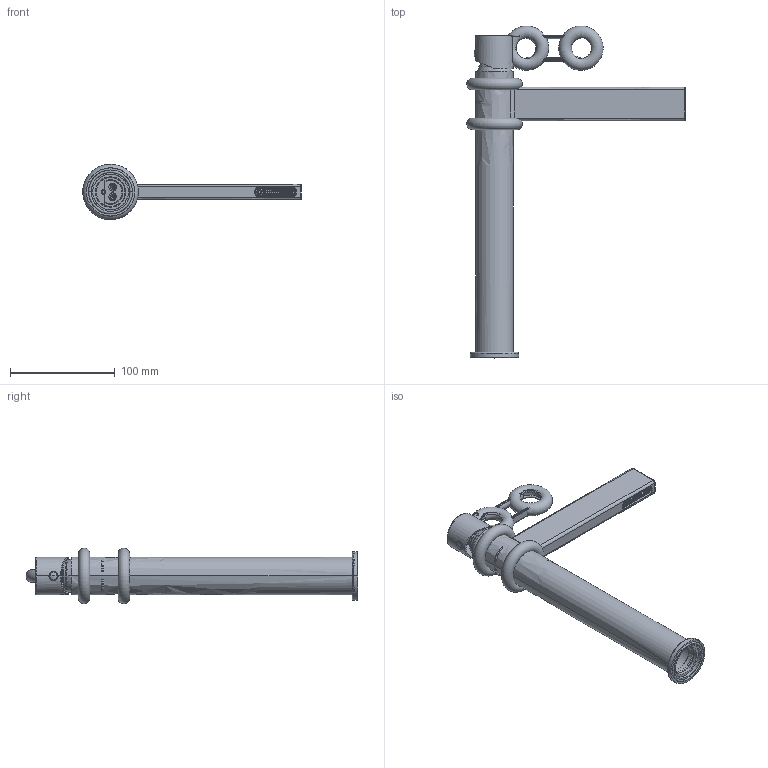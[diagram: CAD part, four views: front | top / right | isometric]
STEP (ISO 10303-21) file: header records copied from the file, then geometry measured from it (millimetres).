
FILE_DESCRIPTION((''),'2;1');
FILE_NAME('VBN168U11_ASM_ASM','2020-07-02T',('fth20'),(''),'CREO PARAMETRIC BY PTC INC, 2015480','CREO PARAMETRIC BY PTC INC, 2015480','');
FILE_SCHEMA(('CONFIG_CONTROL_DESIGN'));
Products named in the file (25): 80T168U1101_1; 81W168X81_1; 81T168X81_ASM_1_ASM; 8J235X25A_1; 8EM4X12_1; J14261KD00_1_1; J14261KD00_1_2; J14261KD00_1_3; J14261KD00_1_ASM; 8YG16482_1; 9ZG16482_1; 80P25VBN2_1; 8EM5X5_1; 80N81050_1; 80M32X08NP0-R01_1; 80M32X08NP0-R02_1; 80M32X08NP0-R03_1; 80M32X08NP0-R04_1; 80M32X08NP0-R05_1; 80M32X08NP0_ASM_1_ASM; 81T168211_1; 8DZ16328_1; 8J42X25_1; VBN168U11_ASM_1_ASM; VBN168U11_ASM_ASM
Assembly tree (24 placements, depth 4):
  VBN168U11_ASM_ASM
    VBN168U11_ASM_1_ASM
      80T168U1101_1
      81T168X81_ASM_1_ASM
        81W168X81_1
      8J235X25A_1
      8EM4X12_1
      J14261KD00_1_ASM
        J14261KD00_1_1
        J14261KD00_1_2
        J14261KD00_1_3
      8YG16482_1
      9ZG16482_1
      80P25VBN2_1
      8EM5X5_1
      80N81050_1
      80M32X08NP0_ASM_1_ASM
        80M32X08NP0-R01_1
        80M32X08NP0-R02_1
        80M32X08NP0-R03_1
        80M32X08NP0-R04_1
        80M32X08NP0-R05_1
      81T168211_1
      8DZ16328_1
      8J42X25_1
Bounding box: 208.49 x 316.9 x 52.96 mm (x, y, z)
Surface area: 158738 mm2 (no closed solid volume)
Topology: 0 solids, 0 shells, 2596 faces, 18860 edges, 18754 vertices
Faces by surface type: bspline 2495, torus 93, sphere 8
Entity records: 313301 total; most frequent: CARTESIAN_POINT 152601, DIRECTION 24606, TRIMMED_CURVE 21454, DEFINITIONAL_REPRESENTATION 18666, PCURVE 18666, COMPOSITE_CURVE_SEGMENT 18666, VECTOR 18648, LINE 18648
